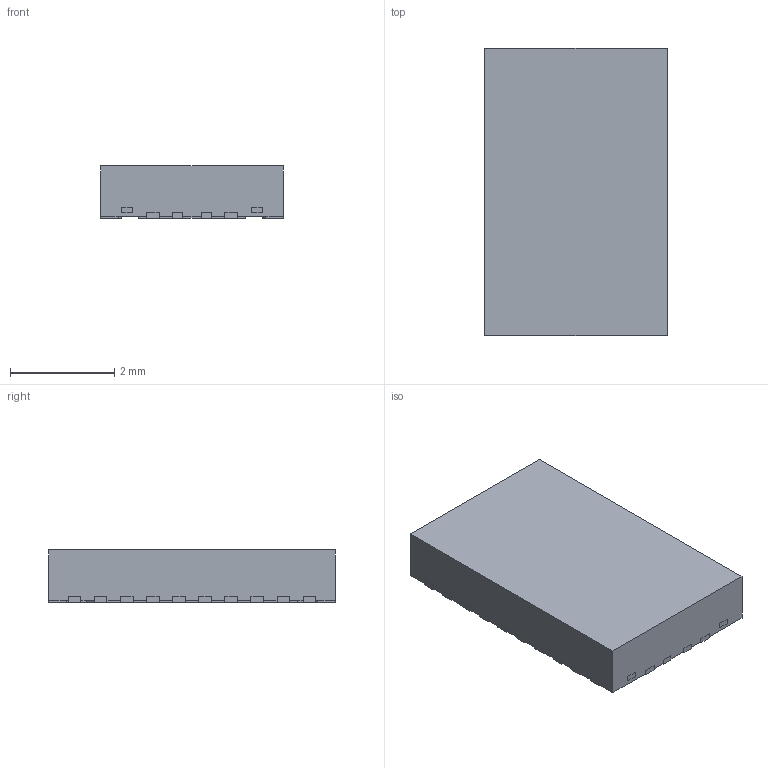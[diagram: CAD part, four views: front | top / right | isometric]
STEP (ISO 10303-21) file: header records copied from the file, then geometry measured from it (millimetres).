
FILE_DESCRIPTION((''),'2;1');
FILE_NAME('RHL0024A_ASM','2019-09-20T09:45:32',('a0412086'),(''),'CREO PARAMETRIC BY PTC INC, 2018020','CREO PARAMETRIC BY PTC INC, 2018020','');
FILE_SCHEMA(('AUTOMOTIVE_DESIGN { 1 0 10303 214 1 1 1 1 }'));
Length unit declared in the file: millimetre
Products named in the file (3): FRAME; MOLD; RHL0024A_ASM
Assembly tree (2 placements, depth 2):
  RHL0024A_ASM
    FRAME
    MOLD
Bounding box: 3.5 x 5.5 x 1 mm (x, y, z)
Volume: 19.1 mm3; surface area: 86.3 mm2
Topology: 30 solids, 30 shells, 334 faces, 810 edges, 540 vertices
Faces by surface type: plane 286, cylinder 48
Entity records: 12642 total; most frequent: CARTESIAN_POINT 1696, ORIENTED_EDGE 1620, DIRECTION 1584, PRESENTATION_STYLE_ASSIGNMENT 872, STYLED_ITEM 840, CURVE_STYLE 810, EDGE_CURVE 810, VECTOR 714
